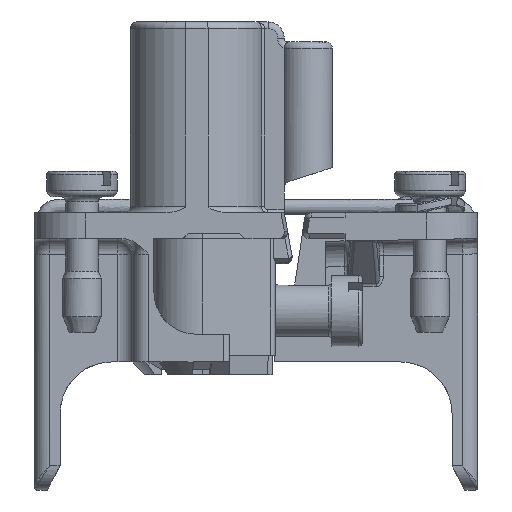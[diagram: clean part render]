
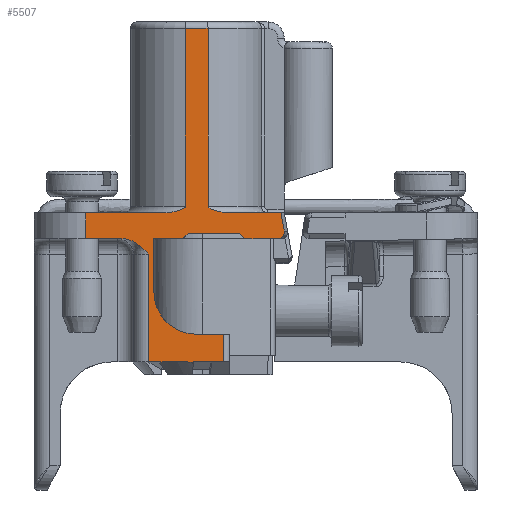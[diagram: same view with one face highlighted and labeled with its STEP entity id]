
A CAD part, left-side view. The second image highlights one B-rep face of the part: STEP entity #5507.
In plain terms, the highlighted planar face has unit normal (-1, 0, 0).
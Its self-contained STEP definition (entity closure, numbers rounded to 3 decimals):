
#751=ELLIPSE('',#28514,0.516,0.5);
#3207=PLANE('',#28515);
#4218=FACE_OUTER_BOUND('',#7353,.T.);
#5507=ADVANCED_FACE('',(#4218),#3207,.F.);
#7353=EDGE_LOOP('',(#11942,#11943,#11944,#11945,#11946,#11947,#11948,#11949,
#11950,#11951,#11952,#11953,#11954,#11955,#11956,#11957,#11958,#11959,#11960,
#11961,#11962,#11963,#11964,#11965,#11966,#11967));
#11942=ORIENTED_EDGE('',*,*,#19929,.T.);
#11943=ORIENTED_EDGE('',*,*,#20155,.T.);
#11944=ORIENTED_EDGE('',*,*,#20156,.F.);
#11945=ORIENTED_EDGE('',*,*,#20157,.T.);
#11946=ORIENTED_EDGE('',*,*,#19664,.F.);
#11947=ORIENTED_EDGE('',*,*,#19661,.F.);
#11948=ORIENTED_EDGE('',*,*,#19658,.F.);
#11949=ORIENTED_EDGE('',*,*,#20154,.F.);
#11950=ORIENTED_EDGE('',*,*,#20158,.T.);
#11951=ORIENTED_EDGE('',*,*,#19683,.F.);
#11952=ORIENTED_EDGE('',*,*,#19689,.T.);
#11953=ORIENTED_EDGE('',*,*,#19509,.F.);
#11954=ORIENTED_EDGE('',*,*,#20159,.T.);
#11955=ORIENTED_EDGE('',*,*,#20160,.T.);
#11956=ORIENTED_EDGE('',*,*,#20161,.F.);
#11957=ORIENTED_EDGE('',*,*,#20162,.T.);
#11958=ORIENTED_EDGE('',*,*,#20163,.F.);
#11959=ORIENTED_EDGE('',*,*,#20164,.T.);
#11960=ORIENTED_EDGE('',*,*,#20165,.T.);
#11961=ORIENTED_EDGE('',*,*,#20166,.T.);
#11962=ORIENTED_EDGE('',*,*,#20167,.F.);
#11963=ORIENTED_EDGE('',*,*,#20168,.T.);
#11964=ORIENTED_EDGE('',*,*,#20169,.T.);
#11965=ORIENTED_EDGE('',*,*,#20170,.T.);
#11966=ORIENTED_EDGE('',*,*,#20171,.T.);
#11967=ORIENTED_EDGE('',*,*,#20172,.F.);
#16586=VERTEX_POINT('',#43016);
#16587=VERTEX_POINT('',#43018);
#16731=VERTEX_POINT('',#43316);
#16732=VERTEX_POINT('',#43318);
#16734=VERTEX_POINT('',#43335);
#16736=VERTEX_POINT('',#43341);
#16748=VERTEX_POINT('',#43371);
#16751=VERTEX_POINT('',#43377);
#16933=VERTEX_POINT('',#44425);
#16934=VERTEX_POINT('',#44430);
#17114=VERTEX_POINT('',#45057);
#17115=VERTEX_POINT('',#45061);
#17116=VERTEX_POINT('',#45063);
#17117=VERTEX_POINT('',#45067);
#17118=VERTEX_POINT('',#45069);
#17119=VERTEX_POINT('',#45071);
#17120=VERTEX_POINT('',#45082);
#17121=VERTEX_POINT('',#45084);
#17122=VERTEX_POINT('',#45086);
#17123=VERTEX_POINT('',#45088);
#17124=VERTEX_POINT('',#45099);
#17125=VERTEX_POINT('',#45101);
#17126=VERTEX_POINT('',#45103);
#17127=VERTEX_POINT('',#45105);
#17128=VERTEX_POINT('',#45112);
#17129=VERTEX_POINT('',#45114);
#19509=EDGE_CURVE('',#16586,#16587,#24113,.T.);
#19658=EDGE_CURVE('',#16731,#16732,#24193,.T.);
#19661=EDGE_CURVE('',#16732,#16734,#22798,.T.);
#19664=EDGE_CURVE('',#16734,#16736,#24196,.T.);
#19683=EDGE_CURVE('',#16751,#16748,#24213,.T.);
#19689=EDGE_CURVE('',#16751,#16587,#24217,.T.);
#19929=EDGE_CURVE('',#16934,#16933,#22143,.T.);
#20154=EDGE_CURVE('',#17114,#16731,#24490,.T.);
#20155=EDGE_CURVE('',#16933,#17115,#24491,.T.);
#20156=EDGE_CURVE('',#17116,#17115,#24492,.T.);
#20157=EDGE_CURVE('',#17116,#16736,#24493,.T.);
#20158=EDGE_CURVE('',#17114,#16748,#24494,.T.);
#20159=EDGE_CURVE('',#16586,#17117,#751,.T.);
#20160=EDGE_CURVE('',#17117,#17118,#24495,.T.);
#20161=EDGE_CURVE('',#17119,#17118,#24496,.T.);
#20162=EDGE_CURVE('',#17119,#17120,#22167,.T.);
#20163=EDGE_CURVE('',#17121,#17120,#24497,.T.);
#20164=EDGE_CURVE('',#17121,#17122,#24498,.T.);
#20165=EDGE_CURVE('',#17122,#17123,#24499,.T.);
#20166=EDGE_CURVE('',#17123,#17124,#22168,.T.);
#20167=EDGE_CURVE('',#17125,#17124,#24500,.T.);
#20168=EDGE_CURVE('',#17125,#17126,#24501,.T.);
#20169=EDGE_CURVE('',#17126,#17127,#24502,.T.);
#20170=EDGE_CURVE('',#17127,#17128,#22169,.T.);
#20171=EDGE_CURVE('',#17128,#17129,#24503,.T.);
#20172=EDGE_CURVE('',#16934,#17129,#24504,.T.);
#22143=B_SPLINE_CURVE_WITH_KNOTS('',3,(#44426,#44427,#44428,#44429),
 .UNSPECIFIED.,.F.,.F.,(4,4),(0.,1.),.UNSPECIFIED.);
#22167=B_SPLINE_CURVE_WITH_KNOTS('',3,(#45072,#45073,#45074,#45075,#45076,
#45077,#45078,#45079,#45080,#45081),.UNSPECIFIED.,.F.,.F.,(4,2,2,2,4),(0.,
0.5,0.75,0.875,1.),.UNSPECIFIED.);
#22168=B_SPLINE_CURVE_WITH_KNOTS('',3,(#45089,#45090,#45091,#45092,#45093,
#45094,#45095,#45096,#45097,#45098),.UNSPECIFIED.,.F.,.F.,(4,2,2,2,4),(0.,
0.125,0.25,0.5,1.),.UNSPECIFIED.);
#22169=B_SPLINE_CURVE_WITH_KNOTS('',3,(#45106,#45107,#45108,#45109,#45110,
#45111),.UNSPECIFIED.,.F.,.F.,(4,2,4),(0.,0.5,1.),.UNSPECIFIED.);
#22798=CIRCLE('',#28346,3.3);
#24113=LINE('',#43017,#26039);
#24193=LINE('',#43317,#26119);
#24196=LINE('',#43340,#26122);
#24213=LINE('',#43378,#26139);
#24217=LINE('',#43392,#26143);
#24490=LINE('',#45058,#26416);
#24491=LINE('',#45060,#26417);
#24492=LINE('',#45062,#26418);
#24493=LINE('',#45064,#26419);
#24494=LINE('',#45065,#26420);
#24495=LINE('',#45068,#26421);
#24496=LINE('',#45070,#26422);
#24497=LINE('',#45083,#26423);
#24498=LINE('',#45085,#26424);
#24499=LINE('',#45087,#26425);
#24500=LINE('',#45100,#26426);
#24501=LINE('',#45102,#26427);
#24502=LINE('',#45104,#26428);
#24503=LINE('',#45113,#26429);
#24504=LINE('',#45115,#26430);
#26039=VECTOR('',#31970,1.);
#26119=VECTOR('',#32200,1.);
#26122=VECTOR('',#32211,1.);
#26139=VECTOR('',#32238,1.);
#26143=VECTOR('',#32248,1.);
#26416=VECTOR('',#32833,1.);
#26417=VECTOR('',#32836,1.);
#26418=VECTOR('',#32837,1.);
#26419=VECTOR('',#32838,1.);
#26420=VECTOR('',#32839,1.);
#26421=VECTOR('',#32842,1.);
#26422=VECTOR('',#32843,1.);
#26423=VECTOR('',#32844,1.);
#26424=VECTOR('',#32845,1.);
#26425=VECTOR('',#32846,1.);
#26426=VECTOR('',#32847,1.);
#26427=VECTOR('',#32848,1.);
#26428=VECTOR('',#32849,1.);
#26429=VECTOR('',#32850,1.);
#26430=VECTOR('',#32851,1.);
#28346=AXIS2_PLACEMENT_3D('',#43334,#32204,#32205);
#28514=AXIS2_PLACEMENT_3D('',#45066,#32840,#32841);
#28515=AXIS2_PLACEMENT_3D('',#45116,#32852,#32853);
#31970=DIRECTION('',(0.,1.,0.));
#32200=DIRECTION('',(0.,0.,-1.));
#32204=DIRECTION('',(-1.,0.,0.));
#32205=DIRECTION('',(0.,-1.,0.));
#32211=DIRECTION('',(0.,-1.,0.));
#32238=DIRECTION('',(0.,1.,0.));
#32248=DIRECTION('',(0.,-0.707,-0.707));
#32833=DIRECTION('',(0.,1.,0.));
#32836=DIRECTION('',(0.,0.,1.));
#32837=DIRECTION('',(0.,1.,0.));
#32838=DIRECTION('',(0.,0.,1.));
#32839=DIRECTION('',(0.,-0.707,0.707));
#32840=DIRECTION('',(-1.,0.,0.));
#32841=DIRECTION('',(0.,1.,0.));
#32842=DIRECTION('',(0.,0.182,0.983));
#32843=DIRECTION('',(0.,-1.,0.));
#32844=DIRECTION('',(0.,0.,-1.));
#32845=DIRECTION('',(0.,1.,0.));
#32846=DIRECTION('',(0.,0.,-1.));
#32847=DIRECTION('',(0.,-1.,0.));
#32848=DIRECTION('',(0.,0.,-1.));
#32849=DIRECTION('',(0.,-1.,0.));
#32850=DIRECTION('',(0.,0.,-1.));
#32851=DIRECTION('',(0.,1.,0.));
#32852=DIRECTION('',(1.,0.,0.));
#32853=DIRECTION('',(0.,0.,-1.));
#43016=CARTESIAN_POINT('',(-42.325,-4.729,1.55));
#43017=CARTESIAN_POINT('',(-42.325,-4.425,1.55));
#43018=CARTESIAN_POINT('',(-42.325,-2.175,1.55));
#43316=CARTESIAN_POINT('',(-42.325,4.875,1.55));
#43317=CARTESIAN_POINT('',(-42.325,4.875,1.55));
#43318=CARTESIAN_POINT('',(-42.325,4.875,-2.57));
#43334=CARTESIAN_POINT('',(-42.325,1.575,-2.57));
#43335=CARTESIAN_POINT('',(-42.325,1.575,-5.87));
#43340=CARTESIAN_POINT('',(-42.325,1.575,-5.87));
#43341=CARTESIAN_POINT('',(-42.325,-0.525,-5.87));
#43371=CARTESIAN_POINT('',(-42.325,2.225,1.95));
#43377=CARTESIAN_POINT('',(-42.325,-1.775,1.95));
#43378=CARTESIAN_POINT('',(-42.325,-3.25,1.95));
#43392=CARTESIAN_POINT('',(-42.325,-1.775,1.95));
#44425=CARTESIAN_POINT('',(-42.325,1.809,-8.063));
#44426=CARTESIAN_POINT('',(-42.325,2.264,-8.02));
#44427=CARTESIAN_POINT('',(-42.325,2.112,-8.041));
#44428=CARTESIAN_POINT('',(-42.325,1.96,-8.056));
#44429=CARTESIAN_POINT('',(-42.325,1.809,-8.063));
#44430=CARTESIAN_POINT('',(-42.325,2.264,-8.02));
#45057=CARTESIAN_POINT('',(-42.325,2.625,1.55));
#45058=CARTESIAN_POINT('',(-42.325,-4.425,1.55));
#45060=CARTESIAN_POINT('',(-42.325,1.809,1.55));
#45061=CARTESIAN_POINT('',(-42.325,1.809,-8.02));
#45062=CARTESIAN_POINT('',(-42.325,-3.25,-8.02));
#45063=CARTESIAN_POINT('',(-42.325,-0.525,-8.02));
#45064=CARTESIAN_POINT('',(-42.325,-0.525,1.55));
#45065=CARTESIAN_POINT('',(-42.325,2.225,1.95));
#45066=CARTESIAN_POINT('',(-42.325,-4.729,2.05));
#45067=CARTESIAN_POINT('',(-42.325,-5.237,2.138));
#45068=CARTESIAN_POINT('',(-42.325,-5.276,1.926));
#45069=CARTESIAN_POINT('',(-42.325,-4.975,3.55));
#45070=CARTESIAN_POINT('',(-42.325,-3.25,3.55));
#45071=CARTESIAN_POINT('',(-42.325,-0.933,3.55));
#45072=CARTESIAN_POINT('',(-42.325,-0.933,3.55));
#45073=CARTESIAN_POINT('',(-42.325,-0.642,3.55));
#45074=CARTESIAN_POINT('',(-42.325,-0.357,3.595));
#45075=CARTESIAN_POINT('',(-42.325,0.064,3.702));
#45076=CARTESIAN_POINT('',(-42.325,0.204,3.745));
#45077=CARTESIAN_POINT('',(-42.325,0.406,3.826));
#45078=CARTESIAN_POINT('',(-42.325,0.473,3.856));
#45079=CARTESIAN_POINT('',(-42.325,0.598,3.93));
#45080=CARTESIAN_POINT('',(-42.325,0.674,3.976));
#45081=CARTESIAN_POINT('',(-42.325,0.674,4.05));
#45082=CARTESIAN_POINT('',(-42.325,0.674,4.05));
#45083=CARTESIAN_POINT('',(-42.325,0.674,18.35));
#45084=CARTESIAN_POINT('',(-42.325,0.674,17.85));
#45085=CARTESIAN_POINT('',(-42.325,-3.25,17.85));
#45086=CARTESIAN_POINT('',(-42.325,2.426,17.85));
#45087=CARTESIAN_POINT('',(-42.325,2.426,18.35));
#45088=CARTESIAN_POINT('',(-42.325,2.426,4.05));
#45089=CARTESIAN_POINT('',(-42.325,2.426,4.05));
#45090=CARTESIAN_POINT('',(-42.325,2.426,3.975));
#45091=CARTESIAN_POINT('',(-42.325,2.503,3.929));
#45092=CARTESIAN_POINT('',(-42.325,2.629,3.855));
#45093=CARTESIAN_POINT('',(-42.325,2.695,3.825));
#45094=CARTESIAN_POINT('',(-42.325,2.898,3.745));
#45095=CARTESIAN_POINT('',(-42.325,3.037,3.702));
#45096=CARTESIAN_POINT('',(-42.325,3.457,3.595));
#45097=CARTESIAN_POINT('',(-42.325,3.741,3.55));
#45098=CARTESIAN_POINT('',(-42.325,4.033,3.55));
#45099=CARTESIAN_POINT('',(-42.325,4.033,3.55));
#45100=CARTESIAN_POINT('',(-42.325,-3.25,3.55));
#45101=CARTESIAN_POINT('',(-42.325,10.15,3.55));
#45102=CARTESIAN_POINT('',(-42.325,10.15,1.55));
#45103=CARTESIAN_POINT('',(-42.325,10.15,1.55));
#45104=CARTESIAN_POINT('',(-42.325,-3.25,1.55));
#45105=CARTESIAN_POINT('',(-42.325,7.353,1.55));
#45106=CARTESIAN_POINT('',(-42.325,7.353,1.55));
#45107=CARTESIAN_POINT('',(-42.325,6.937,1.55));
#45108=CARTESIAN_POINT('',(-42.325,6.544,1.389));
#45109=CARTESIAN_POINT('',(-42.325,5.861,0.935));
#45110=CARTESIAN_POINT('',(-42.325,5.565,0.64));
#45111=CARTESIAN_POINT('',(-42.325,5.275,0.35));
#45112=CARTESIAN_POINT('',(-42.325,5.275,0.35));
#45113=CARTESIAN_POINT('',(-42.325,5.275,1.55));
#45114=CARTESIAN_POINT('',(-42.325,5.275,-8.02));
#45115=CARTESIAN_POINT('',(-42.325,-3.25,-8.02));
#45116=CARTESIAN_POINT('',(-42.325,-3.25,1.55));
